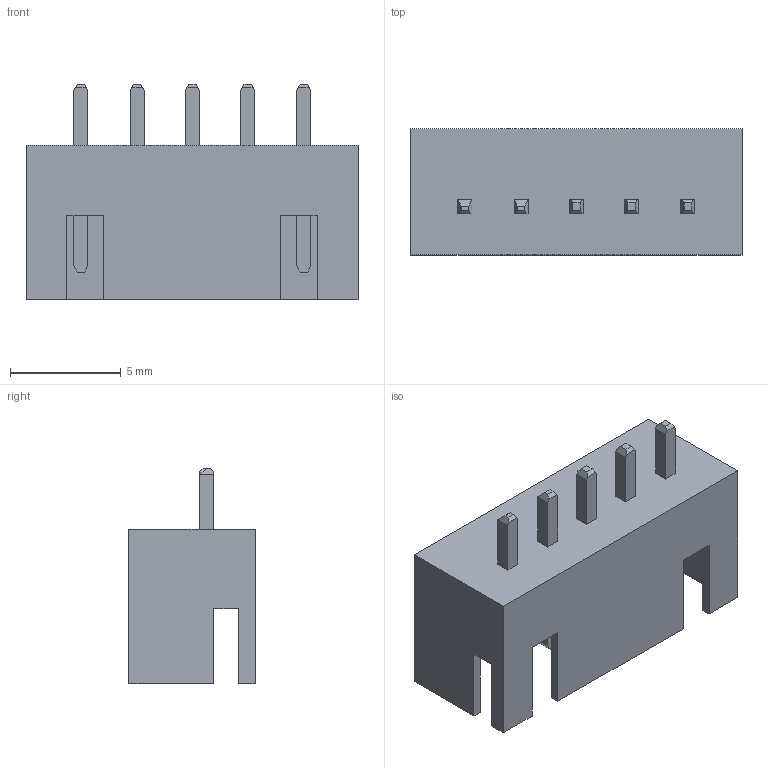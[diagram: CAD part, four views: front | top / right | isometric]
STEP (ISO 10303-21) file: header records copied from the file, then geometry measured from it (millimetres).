
FILE_DESCRIPTION(/* description */ (''),/* implementation_level */ '2;1');
FILE_NAME(/* name */ '5 pin RMC.step',/* time_stamp */ '2024-05-21T11:24:40+05:30',/* author */ (''),/* organization */ (''),/* preprocessor_version */ 'ST-DEVELOPER v20',/* originating_system */ 'Autodesk Translation Framework v13.14.0.145',/* authorisation */ '');
FILE_SCHEMA (('AUTOMOTIVE_DESIGN { 1 0 10303 214 3 1 1 }'));
Length unit declared in the file: millimetre
Products named in the file (2): 5 pin RMC; pins
Assembly tree (1 placements, depth 2):
  5 pin RMC
    pins
Bounding box: 15 x 5.7 x 9.76 mm (x, y, z)
Volume: 174.5 mm3; surface area: 784.9 mm2
Topology: 6 solids, 6 shells, 106 faces, 278 edges, 184 vertices
Faces by surface type: plane 106
Entity records: 3267 total; most frequent: CARTESIAN_POINT 571, ORIENTED_EDGE 556, DIRECTION 496, LINE 278, VECTOR 278, EDGE_CURVE 278, VERTEX_POINT 184, EDGE_LOOP 116
